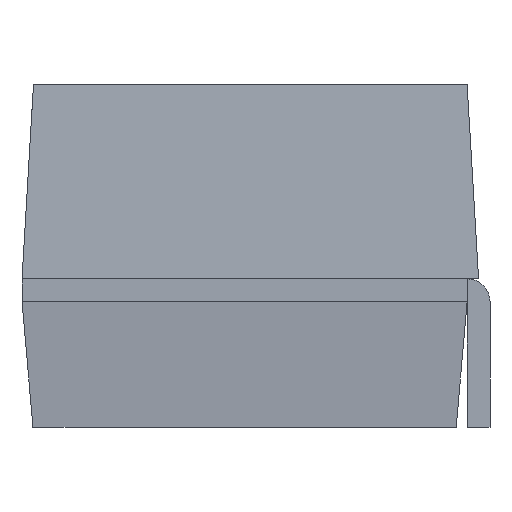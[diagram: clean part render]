
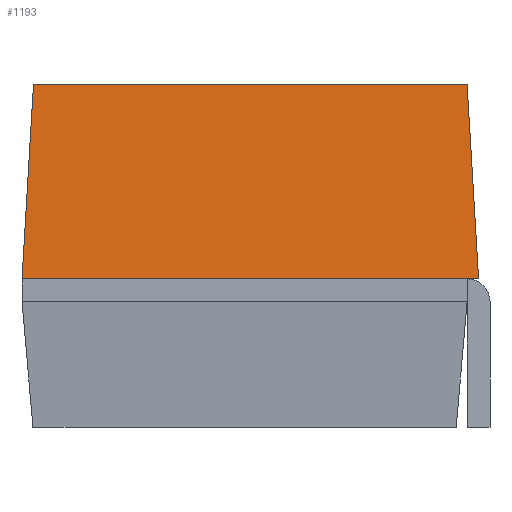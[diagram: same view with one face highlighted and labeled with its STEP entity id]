
A CAD part, left-side view. The second image highlights one B-rep face of the part: STEP entity #1193.
In plain terms, the highlighted planar face has unit normal (-0.998, 0, 0.059).
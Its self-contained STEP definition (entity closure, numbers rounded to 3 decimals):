
#52 = VERTEX_POINT ( 'NONE', #383 ) ;
#57 = ORIENTED_EDGE ( 'NONE', *, *, #1376, .T. ) ;
#91 = LINE ( 'NONE', #2023, #797 ) ;
#176 = VERTEX_POINT ( 'NONE', #1270 ) ;
#352 = CARTESIAN_POINT ( 'NONE',  ( -1.95, 2., 0.75 ) ) ;
#370 = AXIS2_PLACEMENT_3D ( 'NONE', #1943, #1775, #2115 ) ;
#378 = DIRECTION ( 'NONE',  ( 0., 1., 0. ) ) ;
#383 = CARTESIAN_POINT ( 'NONE',  ( -2., 2.05, -0.1 ) ) ;
#511 = CARTESIAN_POINT ( 'NONE',  ( -1.95, 0.1, 0.75 ) ) ;
#521 = CARTESIAN_POINT ( 'NONE',  ( -1.95, 0.1, 0.744 ) ) ;
#586 = CARTESIAN_POINT ( 'NONE',  ( -2., 0.1, -0.1 ) ) ;
#669 = EDGE_LOOP ( 'NONE', ( #1476, #57, #1269, #2081, #679 ) ) ;
#679 = ORIENTED_EDGE ( 'NONE', *, *, #1140, .F. ) ;
#797 = VECTOR ( 'NONE', #1535, 1000. ) ;
#853 = VECTOR ( 'NONE', #965, 1000. ) ;
#880 = EDGE_CURVE ( 'NONE', #176, #1642, #1954, .T. ) ;
#949 = EDGE_CURVE ( 'NONE', #1941, #1490, #91, .T. ) ;
#965 = DIRECTION ( 'NONE',  ( 0.059, -0.059, 0.997 ) ) ;
#983 = CARTESIAN_POINT ( 'NONE',  ( -2., 2.05, -0.1 ) ) ;
#1044 = DIRECTION ( 'NONE',  ( 0.059, 0.059, 0.997 ) ) ;
#1050 = FACE_OUTER_BOUND ( 'NONE', #669, .T. ) ;
#1140 = EDGE_CURVE ( 'NONE', #1642, #52, #1655, .T. ) ;
#1193 = ADVANCED_FACE ( 'NONE', ( #1050 ), #1438, .T. ) ;
#1211 = CARTESIAN_POINT ( 'NONE',  ( -2., 2.05, -0.1 ) ) ;
#1269 = ORIENTED_EDGE ( 'NONE', *, *, #949, .F. ) ;
#1270 = CARTESIAN_POINT ( 'NONE',  ( -2., 0.05, -0.1 ) ) ;
#1355 = LINE ( 'NONE', #521, #1733 ) ;
#1376 = EDGE_CURVE ( 'NONE', #176, #1490, #1355, .T. ) ;
#1386 = LINE ( 'NONE', #1658, #853 ) ;
#1438 = PLANE ( 'NONE',  #370 ) ;
#1476 = ORIENTED_EDGE ( 'NONE', *, *, #880, .F. ) ;
#1490 = VERTEX_POINT ( 'NONE', #511 ) ;
#1535 = DIRECTION ( 'NONE',  ( 0., -1., 0. ) ) ;
#1642 = VERTEX_POINT ( 'NONE', #586 ) ;
#1655 = LINE ( 'NONE', #1211, #1842 ) ;
#1658 = CARTESIAN_POINT ( 'NONE',  ( -1.943, 1.993, 0.865 ) ) ;
#1682 = VECTOR ( 'NONE', #2013, 1000. ) ;
#1733 = VECTOR ( 'NONE', #1044, 1000. ) ;
#1775 = DIRECTION ( 'NONE',  ( -0.998, 0., 0.059 ) ) ;
#1842 = VECTOR ( 'NONE', #378, 1000. ) ;
#1941 = VERTEX_POINT ( 'NONE', #352 ) ;
#1943 = CARTESIAN_POINT ( 'NONE',  ( -1.95, 0., 0.75 ) ) ;
#1954 = LINE ( 'NONE', #983, #1682 ) ;
#2013 = DIRECTION ( 'NONE',  ( 0., 1., 0. ) ) ;
#2023 = CARTESIAN_POINT ( 'NONE',  ( -1.95, 0., 0.75 ) ) ;
#2081 = ORIENTED_EDGE ( 'NONE', *, *, #2089, .F. ) ;
#2089 = EDGE_CURVE ( 'NONE', #52, #1941, #1386, .T. ) ;
#2115 = DIRECTION ( 'NONE',  ( 0., 1., 0. ) ) ;
